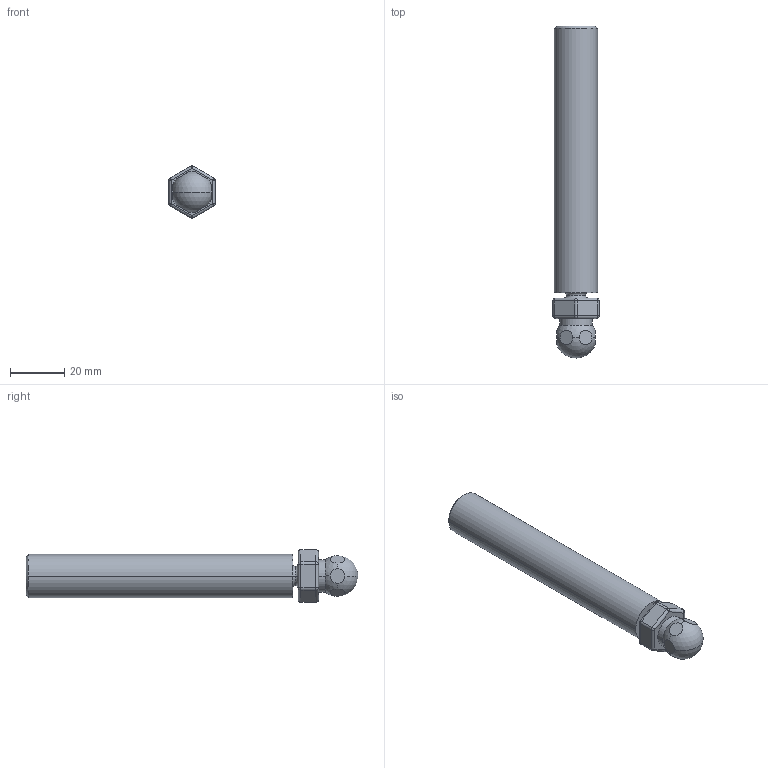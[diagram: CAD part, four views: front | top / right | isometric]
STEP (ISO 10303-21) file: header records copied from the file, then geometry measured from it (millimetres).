
FILE_DESCRIPTION((''),'2;1');
FILE_NAME('12149_STEBLO_NOGE_M16X100','2022-09-19T08:18:04',('PredragRovcanin'),('Audax d.o.o.'),'CREO PARAMETRIC BY PTC INC, 2020281','CREO PARAMETRIC BY PTC INC, 2020281','');
FILE_SCHEMA(('AP242_MANAGED_MODEL_BASED_3D_ENGINEERING_MIM_LF { 1 0 10303 442 1 1 4 }'));
Length unit declared in the file: millimetre
Products named in the file (1): 12149_STEBLO_NOGE_M16X100
Bounding box: 17 x 122 x 19.32 mm (x, y, z)
Volume: 23452.4 mm3; surface area: 6678.3 mm2
Topology: 1 solids, 1 shells, 62 faces, 135 edges, 75 vertices
Faces by surface type: cylinder 24, sphere 16, plane 16, torus 4, cone 2
Entity records: 2517 total; most frequent: DIRECTION 339, COLOUR_RGB 322, CARTESIAN_POINT 277, ORIENTED_EDGE 260, AXIS2_PLACEMENT_3D 147, PRESENTATION_STYLE_ASSIGNMENT 133, STYLED_ITEM 133, CURVE_STYLE 132
